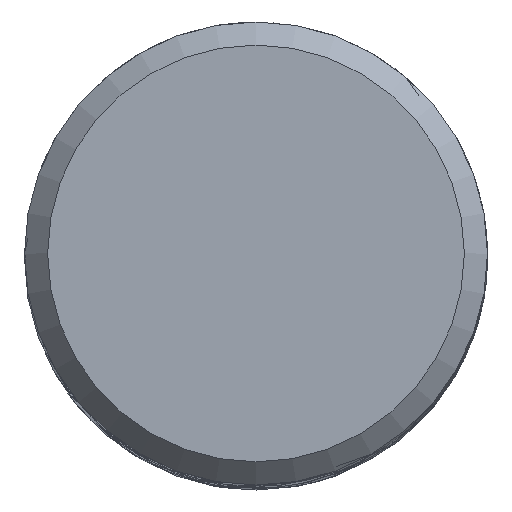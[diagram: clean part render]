
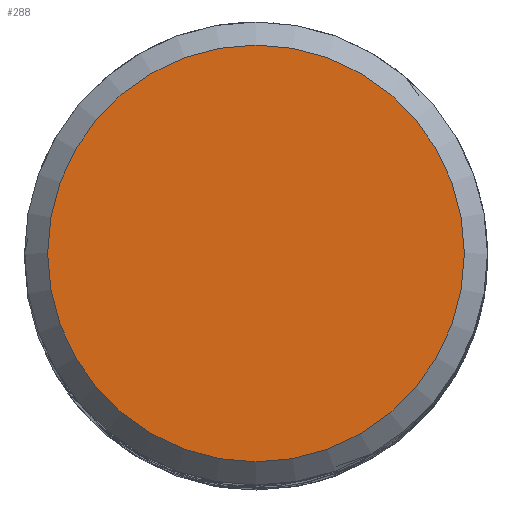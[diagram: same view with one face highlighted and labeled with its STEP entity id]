
A CAD part, top view. The second image highlights one B-rep face of the part: STEP entity #288.
In plain terms, the highlighted planar face has unit normal (0, 0, 1).
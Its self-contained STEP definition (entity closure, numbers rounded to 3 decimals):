
#248 = VERTEX_POINT('', #249);
#249 = CARTESIAN_POINT('', (-2.7, 0., 0.));
#255 = EDGE_CURVE('', #248, #248, #256, .T.);
#256 = CIRCLE('', #257, 2.7);
#257 = AXIS2_PLACEMENT_3D('', #258, #259, #260);
#258 = CARTESIAN_POINT('', (0., 0., 0.));
#259 = DIRECTION('', (0., 0., -1.));
#260 = DIRECTION('', (-1., 0., 0.));
#288 = ADVANCED_FACE('', (#289), #292, .T.);
#289 = FACE_OUTER_BOUND('', #290, .T.);
#290 = EDGE_LOOP('', (#291));
#291 = ORIENTED_EDGE('', *, *, #255, .F.);
#292 = PLANE('', #293);
#293 = AXIS2_PLACEMENT_3D('', #294, #295, #296);
#294 = CARTESIAN_POINT('', (4.2, -4.2, 0.));
#295 = DIRECTION('', (0., 0., 1.));
#296 = DIRECTION('', (0., 1., 0.));
